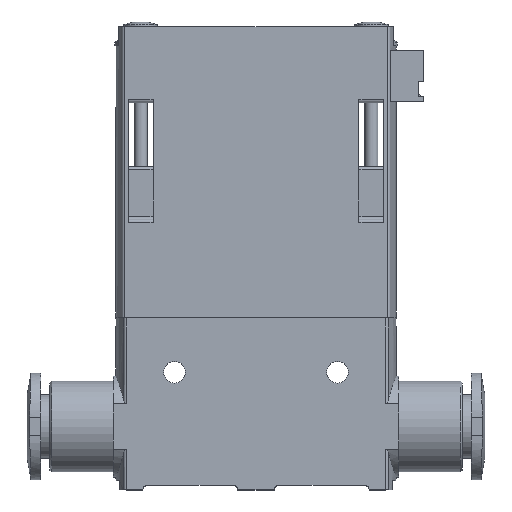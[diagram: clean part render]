
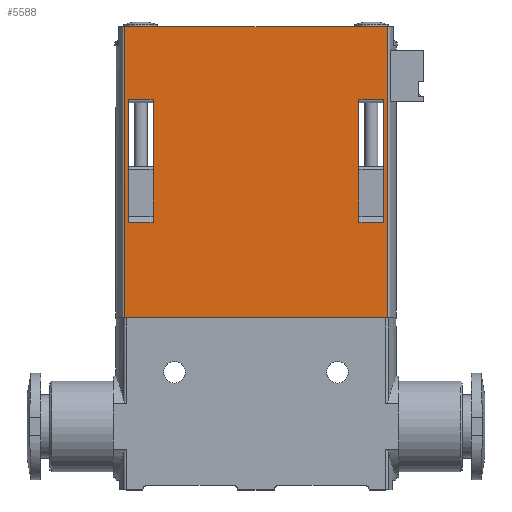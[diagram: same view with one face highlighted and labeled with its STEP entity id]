
A CAD part, top view. The second image highlights one B-rep face of the part: STEP entity #5588.
In plain terms, the highlighted face is planar.
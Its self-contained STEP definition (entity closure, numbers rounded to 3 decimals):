
#534=ORIENTED_EDGE('',*,*,#1669,.F.);
#535=ORIENTED_EDGE('',*,*,#1670,.T.);
#536=ORIENTED_EDGE('',*,*,#1671,.T.);
#537=ORIENTED_EDGE('',*,*,#1672,.F.);
#538=ORIENTED_EDGE('',*,*,#1673,.F.);
#539=ORIENTED_EDGE('',*,*,#1674,.T.);
#540=ORIENTED_EDGE('',*,*,#1675,.T.);
#541=ORIENTED_EDGE('',*,*,#1676,.F.);
#542=ORIENTED_EDGE('',*,*,#1668,.T.);
#543=ORIENTED_EDGE('',*,*,#1677,.T.);
#544=ORIENTED_EDGE('',*,*,#1652,.F.);
#545=ORIENTED_EDGE('',*,*,#1616,.F.);
#1616=EDGE_CURVE('',#2190,#2191,#2591,.T.);
#1652=EDGE_CURVE('',#2191,#2215,#2619,.T.);
#1668=EDGE_CURVE('',#2190,#2226,#2631,.T.);
#1669=EDGE_CURVE('',#2227,#2228,#2632,.T.);
#1670=EDGE_CURVE('',#2227,#2229,#2633,.T.);
#1671=EDGE_CURVE('',#2229,#2230,#2634,.T.);
#1672=EDGE_CURVE('',#2228,#2230,#2635,.T.);
#1673=EDGE_CURVE('',#2231,#2232,#2636,.T.);
#1674=EDGE_CURVE('',#2231,#2233,#2637,.T.);
#1675=EDGE_CURVE('',#2233,#2234,#2638,.T.);
#1676=EDGE_CURVE('',#2232,#2234,#2639,.T.);
#1677=EDGE_CURVE('',#2226,#2215,#2640,.T.);
#2190=VERTEX_POINT('',#7641);
#2191=VERTEX_POINT('',#7643);
#2215=VERTEX_POINT('',#7714);
#2226=VERTEX_POINT('',#7744);
#2227=VERTEX_POINT('',#7748);
#2228=VERTEX_POINT('',#7749);
#2229=VERTEX_POINT('',#7751);
#2230=VERTEX_POINT('',#7753);
#2231=VERTEX_POINT('',#7756);
#2232=VERTEX_POINT('',#7757);
#2233=VERTEX_POINT('',#7759);
#2234=VERTEX_POINT('',#7761);
#2591=LINE('',#7642,#2947);
#2619=LINE('',#7713,#2975);
#2631=LINE('',#7745,#2987);
#2632=LINE('',#7747,#2988);
#2633=LINE('',#7750,#2989);
#2634=LINE('',#7752,#2990);
#2635=LINE('',#7754,#2991);
#2636=LINE('',#7755,#2992);
#2637=LINE('',#7758,#2993);
#2638=LINE('',#7760,#2994);
#2639=LINE('',#7762,#2995);
#2640=LINE('',#7763,#2996);
#2947=VECTOR('',#6368,1000.);
#2975=VECTOR('',#6434,1000.);
#2987=VECTOR('',#6462,1000.);
#2988=VECTOR('',#6465,1000.);
#2989=VECTOR('',#6466,1000.);
#2990=VECTOR('',#6467,1000.);
#2991=VECTOR('',#6468,1000.);
#2992=VECTOR('',#6469,1000.);
#2993=VECTOR('',#6470,1000.);
#2994=VECTOR('',#6471,1000.);
#2995=VECTOR('',#6472,1000.);
#2996=VECTOR('',#6473,1000.);
#3286=EDGE_LOOP('',(#534,#535,#536,#537));
#3287=EDGE_LOOP('',(#538,#539,#540,#541));
#3288=EDGE_LOOP('',(#542,#543,#544,#545));
#3607=FACE_BOUND('',#3286,.T.);
#3608=FACE_BOUND('',#3287,.T.);
#3609=FACE_BOUND('',#3288,.T.);
#3918=PLANE('',#5881);
#5588=ADVANCED_FACE('',(#3607,#3608,#3609),#3918,.F.);
#5881=AXIS2_PLACEMENT_3D('',#7746,#6463,#6464);
#6368=DIRECTION('',(-1.,0.,0.));
#6434=DIRECTION('',(0.,-1.,0.));
#6462=DIRECTION('',(0.,-1.,0.));
#6463=DIRECTION('',(0.,0.,1.));
#6464=DIRECTION('',(1.,0.,0.));
#6465=DIRECTION('',(-1.,0.,0.));
#6466=DIRECTION('',(0.,1.,0.));
#6467=DIRECTION('',(-1.,0.,0.));
#6468=DIRECTION('',(0.,1.,0.));
#6469=DIRECTION('',(-1.,0.,0.));
#6470=DIRECTION('',(0.,1.,0.));
#6471=DIRECTION('',(-1.,0.,0.));
#6472=DIRECTION('',(0.,1.,0.));
#6473=DIRECTION('',(-1.,0.,0.));
#7641=CARTESIAN_POINT('',(14.514,24.4,-4.5));
#7642=CARTESIAN_POINT('',(14.514,24.4,-4.5));
#7643=CARTESIAN_POINT('',(-14.514,24.4,-4.5));
#7713=CARTESIAN_POINT('',(-14.514,24.4,-4.5));
#7714=CARTESIAN_POINT('',(-14.514,-7.8,-4.5));
#7744=CARTESIAN_POINT('',(14.514,-7.8,-4.5));
#7745=CARTESIAN_POINT('',(14.514,24.4,-4.5));
#7746=CARTESIAN_POINT('',(14.514,24.4,-4.5));
#7747=CARTESIAN_POINT('',(14.125,2.8,-4.5));
#7748=CARTESIAN_POINT('',(14.125,2.8,-4.5));
#7749=CARTESIAN_POINT('',(11.375,2.8,-4.5));
#7750=CARTESIAN_POINT('',(14.125,2.8,-4.5));
#7751=CARTESIAN_POINT('',(14.125,16.3,-4.5));
#7752=CARTESIAN_POINT('',(14.125,16.3,-4.5));
#7753=CARTESIAN_POINT('',(11.375,16.3,-4.5));
#7754=CARTESIAN_POINT('',(11.375,2.8,-4.5));
#7755=CARTESIAN_POINT('',(-11.375,2.8,-4.5));
#7756=CARTESIAN_POINT('',(-11.375,2.8,-4.5));
#7757=CARTESIAN_POINT('',(-14.125,2.8,-4.5));
#7758=CARTESIAN_POINT('',(-11.375,2.8,-4.5));
#7759=CARTESIAN_POINT('',(-11.375,16.3,-4.5));
#7760=CARTESIAN_POINT('',(-11.375,16.3,-4.5));
#7761=CARTESIAN_POINT('',(-14.125,16.3,-4.5));
#7762=CARTESIAN_POINT('',(-14.125,2.8,-4.5));
#7763=CARTESIAN_POINT('',(14.514,-7.8,-4.5));
